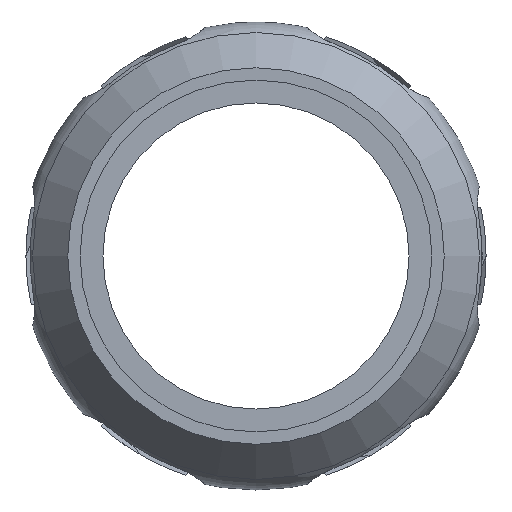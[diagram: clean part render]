
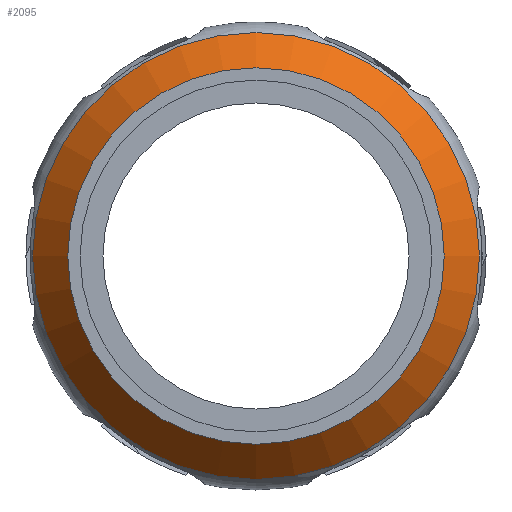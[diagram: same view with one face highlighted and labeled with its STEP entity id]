
A CAD part, left-side view. The second image highlights one B-rep face of the part: STEP entity #2095.
In plain terms, the highlighted conical face has half-angle 40 degrees and reference radius 23.401 mm.
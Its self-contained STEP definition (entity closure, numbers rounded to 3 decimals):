
#183=CONICAL_SURFACE('',#2293,23.4,0.698);
#398=FACE_OUTER_BOUND('',#528,.T.);
#528=EDGE_LOOP('',(#1565,#1566,#1567,#1568,#1569));
#646=LINE('',#3389,#705);
#705=VECTOR('',#2614,23.4);
#750=CIRCLE('',#2226,21.4);
#779=CIRCLE('',#2278,25.401);
#780=CIRCLE('',#2279,25.401);
#883=VERTEX_POINT('',#2961);
#928=VERTEX_POINT('',#3311);
#929=VERTEX_POINT('',#3313);
#1095=EDGE_CURVE('',#883,#883,#750,.T.);
#1158=EDGE_CURVE('',#928,#929,#779,.T.);
#1159=EDGE_CURVE('',#929,#928,#780,.T.);
#1175=EDGE_CURVE('',#929,#883,#646,.T.);
#1565=ORIENTED_EDGE('',*,*,#1159,.F.);
#1566=ORIENTED_EDGE('',*,*,#1175,.T.);
#1567=ORIENTED_EDGE('',*,*,#1095,.T.);
#1568=ORIENTED_EDGE('',*,*,#1175,.F.);
#1569=ORIENTED_EDGE('',*,*,#1158,.F.);
#2095=ADVANCED_FACE('',(#398),#183,.T.);
#2226=AXIS2_PLACEMENT_3D('',#2962,#2461,#2462);
#2278=AXIS2_PLACEMENT_3D('',#3314,#2579,#2580);
#2279=AXIS2_PLACEMENT_3D('',#3315,#2581,#2582);
#2293=AXIS2_PLACEMENT_3D('',#3388,#2612,#2613);
#2461=DIRECTION('center_axis',(1.,0.,0.));
#2462=DIRECTION('ref_axis',(0.,0.,
-1.));
#2579=DIRECTION('center_axis',(1.,0.,0.));
#2580=DIRECTION('ref_axis',(0.,0.,
-1.));
#2581=DIRECTION('center_axis',(1.,0.,0.));
#2582=DIRECTION('ref_axis',(0.,0.,
-1.));
#2612=DIRECTION('center_axis',(1.,0.,0.));
#2613=DIRECTION('ref_axis',(0.,1.,0.));
#2614=DIRECTION('',(-0.766,0.643,0.));
#2961=CARTESIAN_POINT('',(-38.4,-21.4,0.));
#2962=CARTESIAN_POINT('Origin',(-38.4,0.,0.));
#3311=CARTESIAN_POINT('',(-33.632,0.,25.401));
#3313=CARTESIAN_POINT('',(-33.632,-25.401,0.));
#3314=CARTESIAN_POINT('Origin',(-33.632,0.,
0.));
#3315=CARTESIAN_POINT('Origin',(-33.632,0.,
0.));
#3388=CARTESIAN_POINT('Origin',(-36.016,0.,
0.));
#3389=CARTESIAN_POINT('',(-36.016,-23.4,0.));
